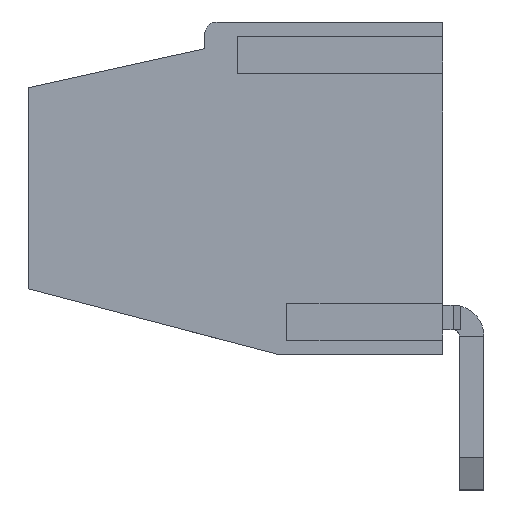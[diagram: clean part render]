
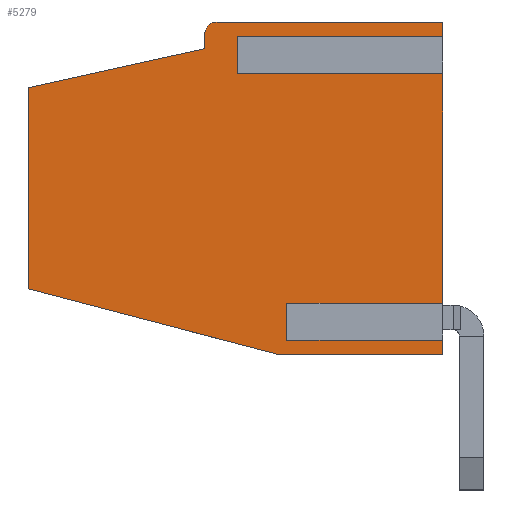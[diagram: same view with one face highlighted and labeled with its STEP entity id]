
A CAD part, left-side view. The second image highlights one B-rep face of the part: STEP entity #5279.
In plain terms, the highlighted face is planar.
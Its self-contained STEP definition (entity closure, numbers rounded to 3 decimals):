
#139 = ORIENTED_EDGE ( 'NONE', *, *, #21142, .T. ) ;
#370 = CIRCLE ( 'NONE', #31774, 0.3 ) ;
#664 = EDGE_CURVE ( 'NONE', #12464, #4836, #370, .T. ) ;
#1200 = VECTOR ( 'NONE', #29622, 1000. ) ;
#1243 = EDGE_CURVE ( 'NONE', #17750, #19094, #17411, .T. ) ;
#1586 = CARTESIAN_POINT ( 'NONE',  ( 2.5, 7.45, 6.5 ) ) ;
#1804 = DIRECTION ( 'NONE',  ( 0., 1., 0. ) ) ;
#2203 = EDGE_CURVE ( 'NONE', #17750, #19129, #9825, .T. ) ;
#2221 = DIRECTION ( 'NONE',  ( 0., 0., -1. ) ) ;
#2346 = VECTOR ( 'NONE', #13840, 1000. ) ;
#2355 = EDGE_CURVE ( 'NONE', #5491, #18580, #14671, .T. ) ;
#2590 = CARTESIAN_POINT ( 'NONE',  ( 2.5, 7.8, 6.2 ) ) ;
#2620 = DIRECTION ( 'NONE',  ( 0., -1., 0. ) ) ;
#2833 = PLANE ( 'NONE',  #17694 ) ;
#2848 = CARTESIAN_POINT ( 'NONE',  ( 2.5, 7.032, 0.7 ) ) ;
#3808 = EDGE_CURVE ( 'NONE', #19820, #5014, #14357, .T. ) ;
#3813 = ORIENTED_EDGE ( 'NONE', *, *, #2203, .T. ) ;
#4097 = CARTESIAN_POINT ( 'NONE',  ( 2.5, 0., 0.7 ) ) ;
#4604 = LINE ( 'NONE', #22103, #4838 ) ;
#4836 = VERTEX_POINT ( 'NONE', #14986 ) ;
#4838 = VECTOR ( 'NONE', #9846, 1000. ) ;
#5014 = VERTEX_POINT ( 'NONE', #19906 ) ;
#5030 = DIRECTION ( 'NONE',  ( 1., 0., 0. ) ) ;
#5279 = ADVANCED_FACE ( 'NONE', ( #25248 ), #2833, .F. ) ;
#5491 = VERTEX_POINT ( 'NONE', #26532 ) ;
#5646 = VECTOR ( 'NONE', #15529, 1000. ) ;
#5963 = CARTESIAN_POINT ( 'NONE',  ( 2.5, 6.5, 10.8 ) ) ;
#7031 = VECTOR ( 'NONE', #17372, 1000. ) ;
#7269 = CARTESIAN_POINT ( 'NONE',  ( 2.5, 0.532, 0.7 ) ) ;
#7514 = CARTESIAN_POINT ( 'NONE',  ( 2.5, 8.1, 0.7 ) ) ;
#8658 = ORIENTED_EDGE ( 'NONE', *, *, #18593, .F. ) ;
#8791 = LINE ( 'NONE', #1586, #16057 ) ;
#8829 = LINE ( 'NONE', #24038, #19335 ) ;
#9475 = CARTESIAN_POINT ( 'NONE',  ( 2.5, 7.568, 5.7 ) ) ;
#9711 = CARTESIAN_POINT ( 'NONE',  ( 2.5, 0., 10.8 ) ) ;
#9825 = LINE ( 'NONE', #27487, #28750 ) ;
#9846 = DIRECTION ( 'NONE',  ( 0., 0., -1. ) ) ;
#10114 = VECTOR ( 'NONE', #10643, 1000. ) ;
#10388 = VECTOR ( 'NONE', #14520, 1000. ) ;
#10643 = DIRECTION ( 'NONE',  ( 0., 1., 0. ) ) ;
#10931 = VERTEX_POINT ( 'NONE', #5963 ) ;
#11085 = CARTESIAN_POINT ( 'NONE',  ( 2.5, 0., 4.7 ) ) ;
#11735 = VERTEX_POINT ( 'NONE', #12825 ) ;
#11908 = VERTEX_POINT ( 'NONE', #2848 ) ;
#12063 = CARTESIAN_POINT ( 'NONE',  ( 2.5, 8.1, 0.7 ) ) ;
#12464 = VERTEX_POINT ( 'NONE', #23323 ) ;
#12825 = CARTESIAN_POINT ( 'NONE',  ( 2.5, 1.068, 0.7 ) ) ;
#13322 = EDGE_LOOP ( 'NONE', ( #15001, #13533, #21530, #24130, #17735, #23911, #139, #32178, #21539, #3813, #23546, #24622, #8658, #29816, #27175, #29105 ) ) ;
#13533 = ORIENTED_EDGE ( 'NONE', *, *, #664, .T. ) ;
#13673 = LINE ( 'NONE', #23680, #2346 ) ;
#13840 = DIRECTION ( 'NONE',  ( 0., 0., -1. ) ) ;
#14357 = LINE ( 'NONE', #16687, #14367 ) ;
#14367 = VECTOR ( 'NONE', #26513, 1000. ) ;
#14457 = VERTEX_POINT ( 'NONE', #9475 ) ;
#14520 = DIRECTION ( 'NONE',  ( 0., 1., 0. ) ) ;
#14561 = CARTESIAN_POINT ( 'NONE',  ( 2.5, 8.1, 0.7 ) ) ;
#14671 = LINE ( 'NONE', #12063, #1200 ) ;
#14986 = CARTESIAN_POINT ( 'NONE',  ( 2.5, 7.8, 6.5 ) ) ;
#15001 = ORIENTED_EDGE ( 'NONE', *, *, #19836, .F. ) ;
#15097 = CARTESIAN_POINT ( 'NONE',  ( 2.5, 0.532, 4.5 ) ) ;
#15107 = EDGE_CURVE ( 'NONE', #5014, #10931, #8829, .T. ) ;
#15368 = CARTESIAN_POINT ( 'NONE',  ( 2.5, 7.568, 5.7 ) ) ;
#15396 = VERTEX_POINT ( 'NONE', #26291 ) ;
#15529 = DIRECTION ( 'NONE',  ( 0., 0., -1. ) ) ;
#16020 = CARTESIAN_POINT ( 'NONE',  ( 2.5, 7.45, 6.5 ) ) ;
#16057 = VECTOR ( 'NONE', #21069, 1000. ) ;
#16687 = CARTESIAN_POINT ( 'NONE',  ( 2.5, 1.6, 10.8 ) ) ;
#17052 = DIRECTION ( 'NONE',  ( 0., 0.216, -0.976 ) ) ;
#17073 = VECTOR ( 'NONE', #19715, 1000. ) ;
#17266 = CARTESIAN_POINT ( 'NONE',  ( 2.5, 1.068, 4.5 ) ) ;
#17372 = DIRECTION ( 'NONE',  ( 0., -1., 0. ) ) ;
#17411 = LINE ( 'NONE', #15097, #28983 ) ;
#17485 = VECTOR ( 'NONE', #2221, 1000. ) ;
#17523 = LINE ( 'NONE', #23099, #10114 ) ;
#17566 = DIRECTION ( 'NONE',  ( 0., 0., -1. ) ) ;
#17694 = AXIS2_PLACEMENT_3D ( 'NONE', #17887, #20111, #2620 ) ;
#17735 = ORIENTED_EDGE ( 'NONE', *, *, #15107, .F. ) ;
#17750 = VERTEX_POINT ( 'NONE', #27304 ) ;
#17887 = CARTESIAN_POINT ( 'NONE',  ( 2.5, 8.1, 10.8 ) ) ;
#18580 = VERTEX_POINT ( 'NONE', #14561 ) ;
#18593 = EDGE_CURVE ( 'NONE', #15396, #11908, #4604, .T. ) ;
#19094 = VERTEX_POINT ( 'NONE', #7269 ) ;
#19129 = VERTEX_POINT ( 'NONE', #24617 ) ;
#19335 = VECTOR ( 'NONE', #21099, 1000. ) ;
#19404 = EDGE_CURVE ( 'NONE', #14457, #15396, #19858, .T. ) ;
#19554 = VERTEX_POINT ( 'NONE', #16020 ) ;
#19715 = DIRECTION ( 'NONE',  ( 0., 0., -1. ) ) ;
#19820 = VERTEX_POINT ( 'NONE', #11085 ) ;
#19836 = EDGE_CURVE ( 'NONE', #12464, #18580, #13673, .T. ) ;
#19858 = LINE ( 'NONE', #29858, #7031 ) ;
#19906 = CARTESIAN_POINT ( 'NONE',  ( 2.5, 1.6, 10.8 ) ) ;
#20110 = LINE ( 'NONE', #7514, #10388 ) ;
#20111 = DIRECTION ( 'NONE',  ( -1., 0., 0. ) ) ;
#20165 = EDGE_CURVE ( 'NONE', #10931, #19554, #27698, .T. ) ;
#21069 = DIRECTION ( 'NONE',  ( 0., 1., 0. ) ) ;
#21099 = DIRECTION ( 'NONE',  ( 0., 1., 0. ) ) ;
#21142 = EDGE_CURVE ( 'NONE', #19820, #30399, #32191, .T. ) ;
#21182 = VECTOR ( 'NONE', #17052, 1000. ) ;
#21530 = ORIENTED_EDGE ( 'NONE', *, *, #30835, .F. ) ;
#21539 = ORIENTED_EDGE ( 'NONE', *, *, #1243, .F. ) ;
#22103 = CARTESIAN_POINT ( 'NONE',  ( 2.5, 7.032, 5.7 ) ) ;
#22501 = LINE ( 'NONE', #17266, #17485 ) ;
#22547 = EDGE_CURVE ( 'NONE', #14457, #5491, #25226, .T. ) ;
#23099 = CARTESIAN_POINT ( 'NONE',  ( 2.5, 8.1, 0.7 ) ) ;
#23254 = EDGE_CURVE ( 'NONE', #30399, #19094, #20110, .T. ) ;
#23323 = CARTESIAN_POINT ( 'NONE',  ( 2.5, 8.1, 6.2 ) ) ;
#23546 = ORIENTED_EDGE ( 'NONE', *, *, #26366, .T. ) ;
#23680 = CARTESIAN_POINT ( 'NONE',  ( 2.5, 8.1, 10.8 ) ) ;
#23911 = ORIENTED_EDGE ( 'NONE', *, *, #3808, .F. ) ;
#24038 = CARTESIAN_POINT ( 'NONE',  ( 2.5, 8.1, 10.8 ) ) ;
#24130 = ORIENTED_EDGE ( 'NONE', *, *, #20165, .F. ) ;
#24617 = CARTESIAN_POINT ( 'NONE',  ( 2.5, 1.068, 4.5 ) ) ;
#24622 = ORIENTED_EDGE ( 'NONE', *, *, #25149, .T. ) ;
#25149 = EDGE_CURVE ( 'NONE', #11735, #11908, #17523, .T. ) ;
#25226 = LINE ( 'NONE', #15368, #5646 ) ;
#25248 = FACE_OUTER_BOUND ( 'NONE', #13322, .T. ) ;
#26291 = CARTESIAN_POINT ( 'NONE',  ( 2.5, 7.032, 5.7 ) ) ;
#26366 = EDGE_CURVE ( 'NONE', #19129, #11735, #22501, .T. ) ;
#26513 = DIRECTION ( 'NONE',  ( 0., 0.254, 0.967 ) ) ;
#26532 = CARTESIAN_POINT ( 'NONE',  ( 2.5, 7.568, 0.7 ) ) ;
#27175 = ORIENTED_EDGE ( 'NONE', *, *, #22547, .T. ) ;
#27304 = CARTESIAN_POINT ( 'NONE',  ( 2.5, 0.532, 4.5 ) ) ;
#27487 = CARTESIAN_POINT ( 'NONE',  ( 2.5, 0.532, 4.5 ) ) ;
#27698 = LINE ( 'NONE', #32016, #21182 ) ;
#28750 = VECTOR ( 'NONE', #1804, 1000. ) ;
#28983 = VECTOR ( 'NONE', #17566, 1000. ) ;
#29105 = ORIENTED_EDGE ( 'NONE', *, *, #2355, .T. ) ;
#29622 = DIRECTION ( 'NONE',  ( 0., 1., 0. ) ) ;
#29781 = DIRECTION ( 'NONE',  ( 0., -1., 0. ) ) ;
#29816 = ORIENTED_EDGE ( 'NONE', *, *, #19404, .F. ) ;
#29858 = CARTESIAN_POINT ( 'NONE',  ( 2.5, 7.568, 5.7 ) ) ;
#30399 = VERTEX_POINT ( 'NONE', #4097 ) ;
#30835 = EDGE_CURVE ( 'NONE', #19554, #4836, #8791, .T. ) ;
#31774 = AXIS2_PLACEMENT_3D ( 'NONE', #2590, #5030, #29781 ) ;
#32016 = CARTESIAN_POINT ( 'NONE',  ( 2.5, 6.5, 10.8 ) ) ;
#32178 = ORIENTED_EDGE ( 'NONE', *, *, #23254, .T. ) ;
#32191 = LINE ( 'NONE', #9711, #17073 ) ;
